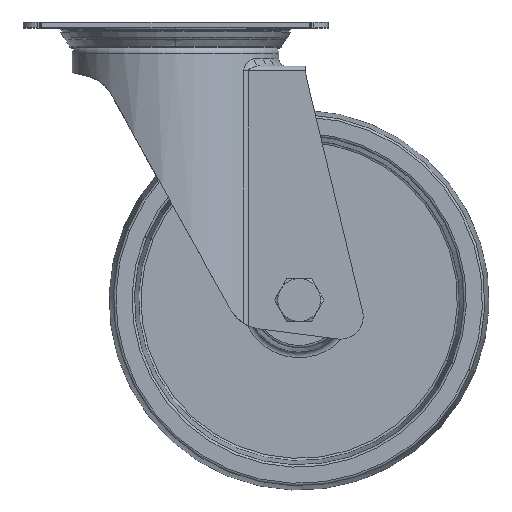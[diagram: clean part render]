
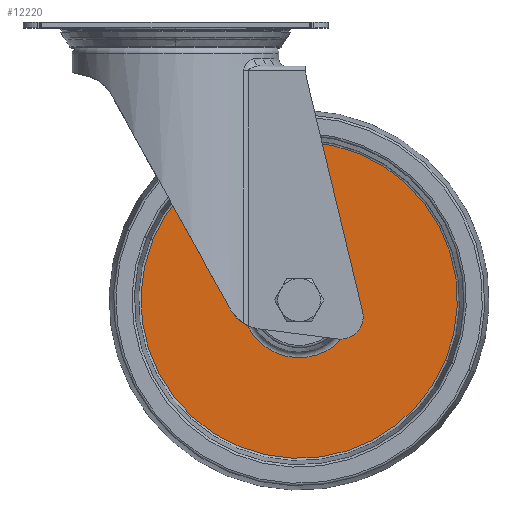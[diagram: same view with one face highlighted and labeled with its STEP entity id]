
A CAD part, top view. The second image highlights one B-rep face of the part: STEP entity #12220.
In plain terms, the highlighted planar face has unit normal (0, 0, 1).
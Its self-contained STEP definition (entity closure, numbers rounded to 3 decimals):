
#142 = DIRECTION ( 'NONE',  ( -0.925, 0.38, 0. ) ) ;
#945 = ORIENTED_EDGE ( 'NONE', *, *, #14381, .T. ) ;
#1126 = AXIS2_PLACEMENT_3D ( 'NONE', #24825, #16338, #16205 ) ;
#2162 = EDGE_LOOP ( 'NONE', ( #2740, #19919 ) ) ;
#2740 = ORIENTED_EDGE ( 'NONE', *, *, #17822, .T. ) ;
#3061 = FACE_OUTER_BOUND ( 'NONE', #2162, .T. ) ;
#3245 = VERTEX_POINT ( 'NONE', #11427 ) ;
#3391 = VERTEX_POINT ( 'NONE', #16522 ) ;
#3594 = DIRECTION ( 'NONE',  ( 0., 0., 1. ) ) ;
#3882 = DIRECTION ( 'NONE',  ( 0., 0., -1. ) ) ;
#4397 = VERTEX_POINT ( 'NONE', #25983 ) ;
#6172 = DIRECTION ( 'NONE',  ( 0., 0., 1. ) ) ;
#7176 = FACE_BOUND ( 'NONE', #24751, .T. ) ;
#7318 = PLANE ( 'NONE',  #21731 ) ;
#7708 = CIRCLE ( 'NONE', #1126, 66.624 ) ;
#8510 = VERTEX_POINT ( 'NONE', #23578 ) ;
#9071 = ORIENTED_EDGE ( 'NONE', *, *, #23254, .T. ) ;
#10219 = CIRCLE ( 'NONE', #25583, 24.262 ) ;
#10433 = EDGE_CURVE ( 'NONE', #3391, #4397, #7708, .T. ) ;
#11427 = CARTESIAN_POINT ( 'NONE',  ( 29.556, -107.785, 5. ) ) ;
#12019 = CARTESIAN_POINT ( 'NONE',  ( 26.364, -179.442, 5. ) ) ;
#12156 = DIRECTION ( 'NONE',  ( -0.925, 0.38, 0. ) ) ;
#12220 = ADVANCED_FACE ( 'NONE', ( #7176, #3061 ), #7318, .T. ) ;
#14381 = EDGE_CURVE ( 'NONE', #8510, #3245, #10219, .T. ) ;
#15328 = CIRCLE ( 'NONE', #21485, 66.624 ) ;
#16205 = DIRECTION ( 'NONE',  ( -0.925, 0.38, 0. ) ) ;
#16338 = DIRECTION ( 'NONE',  ( 0., 0., 1. ) ) ;
#16430 = DIRECTION ( 'NONE',  ( -0.925, 0.38, 0. ) ) ;
#16522 = CARTESIAN_POINT ( 'NONE',  ( 113.632, -142.304, 5. ) ) ;
#16564 = DIRECTION ( 'NONE',  ( 0., 0., -1. ) ) ;
#16832 = CARTESIAN_POINT ( 'NONE',  ( 52., -117., 5. ) ) ;
#17822 = EDGE_CURVE ( 'NONE', #4397, #3391, #15328, .T. ) ;
#19046 = CARTESIAN_POINT ( 'NONE',  ( 52., -117., 5. ) ) ;
#19919 = ORIENTED_EDGE ( 'NONE', *, *, #10433, .T. ) ;
#20187 = DIRECTION ( 'NONE',  ( -0.925, 0.38, 0. ) ) ;
#21485 = AXIS2_PLACEMENT_3D ( 'NONE', #19046, #6172, #142 ) ;
#21731 = AXIS2_PLACEMENT_3D ( 'NONE', #12019, #3594, #12156 ) ;
#22645 = CARTESIAN_POINT ( 'NONE',  ( 52., -117., 5. ) ) ;
#23254 = EDGE_CURVE ( 'NONE', #3245, #8510, #25329, .T. ) ;
#23578 = CARTESIAN_POINT ( 'NONE',  ( 74.444, -126.215, 5. ) ) ;
#24751 = EDGE_LOOP ( 'NONE', ( #9071, #945 ) ) ;
#24825 = CARTESIAN_POINT ( 'NONE',  ( 52., -117., 5. ) ) ;
#24906 = AXIS2_PLACEMENT_3D ( 'NONE', #22645, #3882, #20187 ) ;
#25329 = CIRCLE ( 'NONE', #24906, 24.262 ) ;
#25583 = AXIS2_PLACEMENT_3D ( 'NONE', #16832, #16564, #16430 ) ;
#25983 = CARTESIAN_POINT ( 'NONE',  ( -9.632, -91.696, 5. ) ) ;
